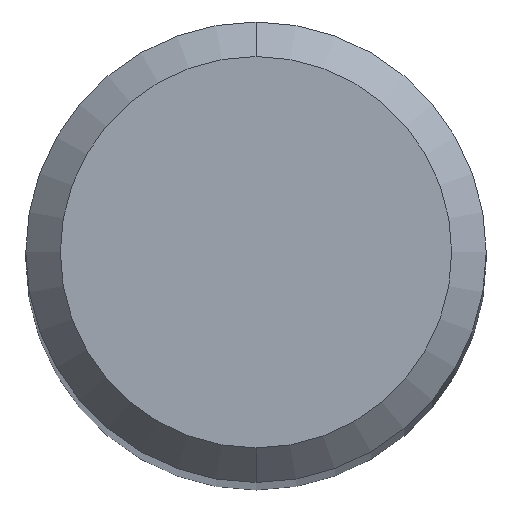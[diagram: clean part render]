
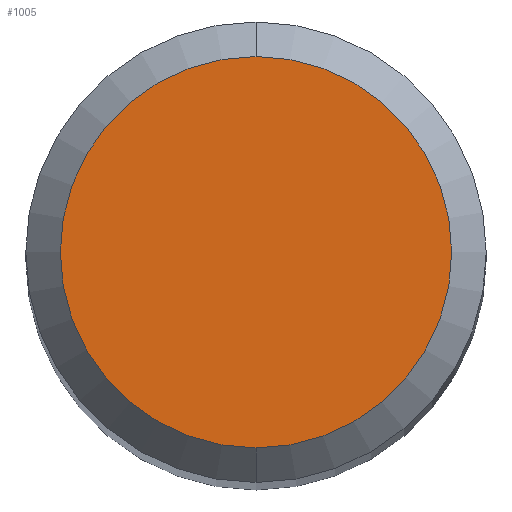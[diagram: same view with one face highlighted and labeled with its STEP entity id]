
A CAD part, top view. The second image highlights one B-rep face of the part: STEP entity #1005.
In plain terms, the highlighted planar face has unit normal (0, 0, 1).
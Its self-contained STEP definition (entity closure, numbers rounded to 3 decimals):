
#481=VERTEX_POINT('',#1289);
#543=EDGE_CURVE('',#1113,#481,#1356,.T.);
#835=EDGE_CURVE('',#481,#1113,#1669,.T.);
#1005=ADVANCED_FACE('',(#1858),#1859,.T.);
#1113=VERTEX_POINT('',#1979);
#1289=CARTESIAN_POINT('',(0.0,1.7,0.0));
#1356=CIRCLE('',#2550,1.7);
#1669=CIRCLE('',#3630,1.7);
#1858=FACE_OUTER_BOUND('',#4262,.T.);
#1859=PLANE('',#4263);
#1979=CARTESIAN_POINT('',(0.,-1.7,0.0));
#2550=AXIS2_PLACEMENT_3D('',#5546,#5547,#5548);
#3630=AXIS2_PLACEMENT_3D('',#5826,#5827,#5828);
#4262=EDGE_LOOP('',(#6102,#6103));
#4263=AXIS2_PLACEMENT_3D('',#6104,#6105,#6106);
#5546=CARTESIAN_POINT('',(0.0,0.0,0.0));
#5547=DIRECTION('',(0.0,0.0,-1.0));
#5548=DIRECTION('',(0.0,1.0,0.0));
#5826=CARTESIAN_POINT('',(0.0,0.0,0.0));
#5827=DIRECTION('',(0.0,0.0,-1.0));
#5828=DIRECTION('',(0.0,1.0,0.0));
#6102=ORIENTED_EDGE('',*,*,#835,.F.);
#6103=ORIENTED_EDGE('',*,*,#543,.F.);
#6104=CARTESIAN_POINT('',(0.0,0.85,0.0));
#6105=DIRECTION('',(-0.0,0.0,1.0));
#6106=DIRECTION('',(0.0,-1.0,0.0));
